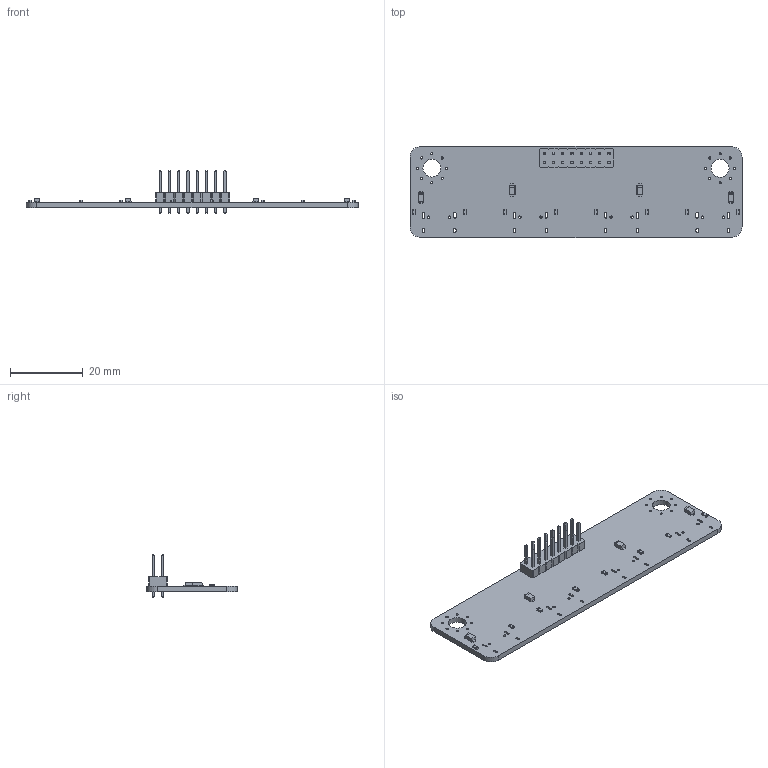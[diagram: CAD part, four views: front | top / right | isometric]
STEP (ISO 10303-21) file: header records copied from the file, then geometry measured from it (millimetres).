
FILE_DESCRIPTION(('KiCad electronic assembly'),'2;1');
FILE_NAME('host-side__1.0__3D.step','2026-04-03T15:34:04',('Pcbnew'),( 'Kicad'),'Open CASCADE STEP processor 7.6','KiCad to STEP converter' ,'Unknown');
FILE_SCHEMA(('AUTOMOTIVE_DESIGN { 1 0 10303 214 1 1 1 1 }'));
Length unit declared in the file: millimetre
Products named in the file (5): host-side__1.0__3D 1; R_0603_1608Metric; D_SOD-123F; PinHeader_2x08_P2.54mm_Vertical; kibot_c2rrn5x1_PCB
Assembly tree (14 placements, depth 2):
  host-side__1.0__3D 1
    R_0603_1608Metric  x8
    D_SOD-123F  x4
    PinHeader_2x08_P2.54mm_Vertical
    kibot_c2rrn5x1_PCB
Bounding box: 91 x 25 x 11.54 mm (x, y, z)
Volume: 3657.4 mm3; surface area: 5825.9 mm2
Topology: 14 solids, 14 shells, 772 faces, 1916 edges, 1208 vertices
Faces by surface type: plane 590, cylinder 142, bspline 40
Full cylindrical faces by diameter (mm): 0.6 x16, 0.65 x8, 1 x16, 4.9 x2
Entity records: 15131 total; most frequent: CARTESIAN_POINT 2630, ORIENTED_EDGE 2520, DIRECTION 2448, EDGE_CURVE 1260, LINE 1076, VECTOR 1076, VERTEX_POINT 792, AXIS2_PLACEMENT_3D 686
